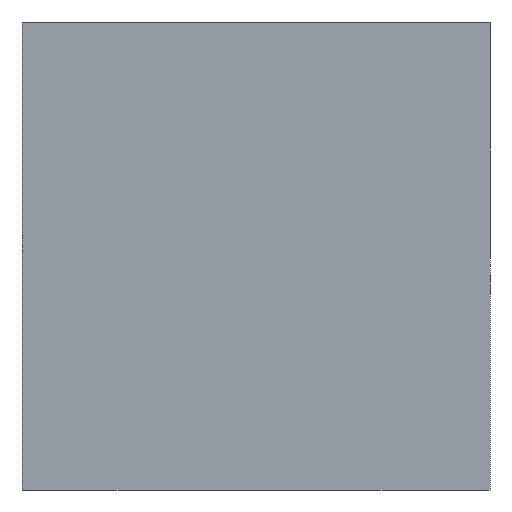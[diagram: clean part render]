
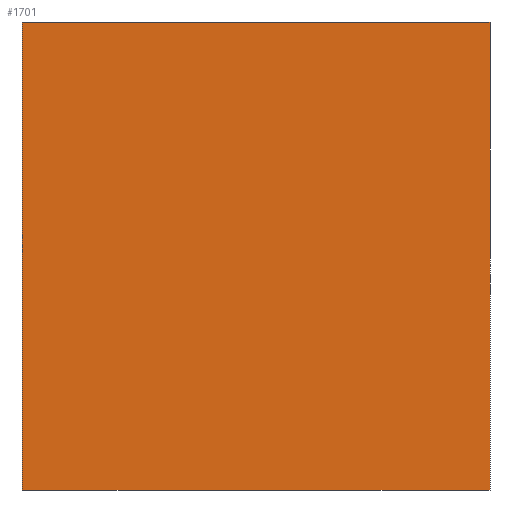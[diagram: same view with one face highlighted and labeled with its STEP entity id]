
A CAD part, front view. The second image highlights one B-rep face of the part: STEP entity #1701.
In plain terms, the highlighted planar face has unit normal (0, -1, 0).
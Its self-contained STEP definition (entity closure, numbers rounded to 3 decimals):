
#92=PLANE('',#1873);
#180=FACE_OUTER_BOUND('',#279,.T.);
#279=EDGE_LOOP('',(#1477,#1478,#1479,#1480));
#360=LINE('',#2581,#523);
#383=LINE('',#2676,#546);
#425=LINE('',#2780,#588);
#442=LINE('',#2831,#605);
#523=VECTOR('',#2088,10.);
#546=VECTOR('',#2161,10.);
#588=VECTOR('',#2269,10.);
#605=VECTOR('',#2340,10.);
#737=VERTEX_POINT('',#2578);
#738=VERTEX_POINT('',#2580);
#756=VERTEX_POINT('',#2674);
#757=VERTEX_POINT('',#2675);
#910=EDGE_CURVE('',#737,#738,#360,.T.);
#945=EDGE_CURVE('',#756,#757,#383,.T.);
#998=EDGE_CURVE('',#757,#737,#425,.T.);
#1022=EDGE_CURVE('',#738,#756,#442,.T.);
#1477=ORIENTED_EDGE('',*,*,#945,.F.);
#1478=ORIENTED_EDGE('',*,*,#1022,.F.);
#1479=ORIENTED_EDGE('',*,*,#910,.F.);
#1480=ORIENTED_EDGE('',*,*,#998,.F.);
#1701=ADVANCED_FACE('',(#180),#92,.F.);
#1873=AXIS2_PLACEMENT_3D('',#2832,#2341,#2342);
#2088=DIRECTION('',(0.,0.,1.));
#2161=DIRECTION('',(0.,0.,-1.));
#2269=DIRECTION('',(-1.,0.,0.));
#2340=DIRECTION('',(1.,0.,0.));
#2341=DIRECTION('center_axis',(0.,1.,0.));
#2342=DIRECTION('ref_axis',(0.,0.,1.));
#2578=CARTESIAN_POINT('',(0.,0.,-206.));
#2580=CARTESIAN_POINT('',(0.,0.,0.));
#2581=CARTESIAN_POINT('',(0.,0.,-206.));
#2674=CARTESIAN_POINT('',(206.,0.,0.));
#2675=CARTESIAN_POINT('',(206.,0.,-206.));
#2676=CARTESIAN_POINT('',(206.,0.,0.));
#2780=CARTESIAN_POINT('',(206.,0.,-206.));
#2831=CARTESIAN_POINT('',(0.,0.,0.));
#2832=CARTESIAN_POINT('Origin',(103.,0.,-103.));
